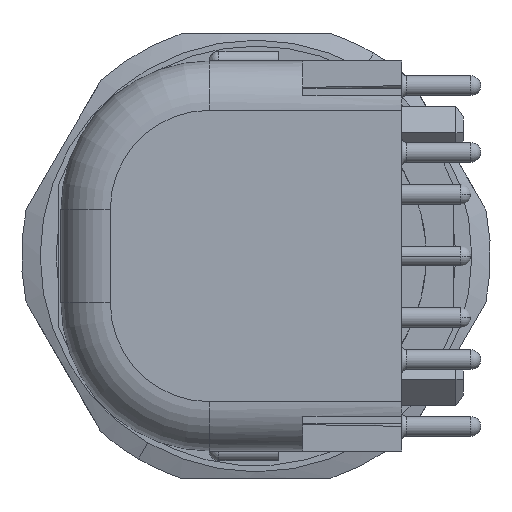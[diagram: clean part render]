
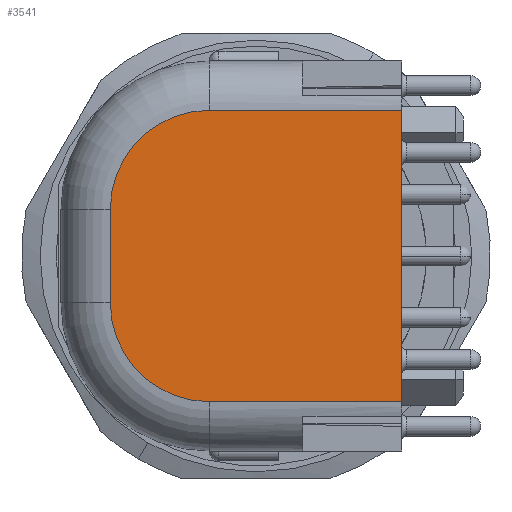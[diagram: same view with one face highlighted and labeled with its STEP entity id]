
A CAD part, left-side view. The second image highlights one B-rep face of the part: STEP entity #3541.
In plain terms, the highlighted planar face has unit normal (-1, 0, 0).
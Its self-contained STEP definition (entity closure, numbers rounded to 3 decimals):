
#271 = CARTESIAN_POINT ( 'NONE',  ( -31., 5.9, 1.9 ) ) ;
#1419 = LINE ( 'NONE', #14197, #4541 ) ;
#1585 = DIRECTION ( 'NONE',  ( 0., 0., -1. ) ) ;
#1589 = CARTESIAN_POINT ( 'NONE',  ( -31., 5.9, -1.9 ) ) ;
#1650 = CARTESIAN_POINT ( 'NONE',  ( -31., 5.9, 1.9 ) ) ;
#1665 = EDGE_LOOP ( 'NONE', ( #2599, #3158, #7144, #17397, #3952, #3246 ) ) ;
#2417 = LINE ( 'NONE', #271, #8462 ) ;
#2599 = ORIENTED_EDGE ( 'NONE', *, *, #13164, .T. ) ;
#2995 = AXIS2_PLACEMENT_3D ( 'NONE', #11509, #3114, #12924 ) ;
#3114 = DIRECTION ( 'NONE',  ( -1., 0., 0. ) ) ;
#3158 = ORIENTED_EDGE ( 'NONE', *, *, #14257, .T. ) ;
#3246 = ORIENTED_EDGE ( 'NONE', *, *, #8477, .T. ) ;
#3341 = VECTOR ( 'NONE', #10128, 1000. ) ;
#3541 = ADVANCED_FACE ( 'NONE', ( #6006 ), #16069, .T. ) ;
#3952 = ORIENTED_EDGE ( 'NONE', *, *, #16915, .T. ) ;
#4534 = VERTEX_POINT ( 'NONE', #9217 ) ;
#4541 = VECTOR ( 'NONE', #7068, 1000. ) ;
#4721 = VERTEX_POINT ( 'NONE', #5494 ) ;
#4755 = VECTOR ( 'NONE', #13445, 1000. ) ;
#4774 = CARTESIAN_POINT ( 'NONE',  ( -31., 1.9, 1.9 ) ) ;
#5191 = LINE ( 'NONE', #10578, #4755 ) ;
#5494 = CARTESIAN_POINT ( 'NONE',  ( -31., -5.9, 5.9 ) ) ;
#6006 = FACE_OUTER_BOUND ( 'NONE', #1665, .T. ) ;
#6304 = CARTESIAN_POINT ( 'NONE',  ( -31., 1.9, -1.9 ) ) ;
#6338 = CIRCLE ( 'NONE', #12600, 4. ) ;
#6372 = AXIS2_PLACEMENT_3D ( 'NONE', #4774, #17366, #9075 ) ;
#6978 = LINE ( 'NONE', #8728, #3341 ) ;
#7068 = DIRECTION ( 'NONE',  ( 0., 0., 1. ) ) ;
#7144 = ORIENTED_EDGE ( 'NONE', *, *, #14495, .T. ) ;
#7429 = VERTEX_POINT ( 'NONE', #1589 ) ;
#7745 = DIRECTION ( 'NONE',  ( 0., 0., 1. ) ) ;
#8462 = VECTOR ( 'NONE', #1585, 1000. ) ;
#8477 = EDGE_CURVE ( 'NONE', #7429, #9185, #6338, .T. ) ;
#8728 = CARTESIAN_POINT ( 'NONE',  ( -31., 1.9, -5.9 ) ) ;
#9075 = DIRECTION ( 'NONE',  ( 0., 0., 1. ) ) ;
#9185 = VERTEX_POINT ( 'NONE', #9836 ) ;
#9217 = CARTESIAN_POINT ( 'NONE',  ( -31., -5.9, -5.9 ) ) ;
#9836 = CARTESIAN_POINT ( 'NONE',  ( -31., 1.9, -5.9 ) ) ;
#10029 = EDGE_CURVE ( 'NONE', #13193, #14277, #11126, .T. ) ;
#10128 = DIRECTION ( 'NONE',  ( 0., -1., 0. ) ) ;
#10186 = CARTESIAN_POINT ( 'NONE',  ( -31., 1.9, 5.9 ) ) ;
#10578 = CARTESIAN_POINT ( 'NONE',  ( -31., -5.9, 5.9 ) ) ;
#11126 = CIRCLE ( 'NONE', #2995, 4. ) ;
#11509 = CARTESIAN_POINT ( 'NONE',  ( -31., 1.9, 1.9 ) ) ;
#12600 = AXIS2_PLACEMENT_3D ( 'NONE', #6304, #16192, #7745 ) ;
#12924 = DIRECTION ( 'NONE',  ( 0., 0., 1. ) ) ;
#13164 = EDGE_CURVE ( 'NONE', #9185, #4534, #6978, .T. ) ;
#13193 = VERTEX_POINT ( 'NONE', #10186 ) ;
#13445 = DIRECTION ( 'NONE',  ( 0., 1., 0. ) ) ;
#14197 = CARTESIAN_POINT ( 'NONE',  ( -31., -5.9, -5.9 ) ) ;
#14257 = EDGE_CURVE ( 'NONE', #4534, #4721, #1419, .T. ) ;
#14277 = VERTEX_POINT ( 'NONE', #1650 ) ;
#14495 = EDGE_CURVE ( 'NONE', #4721, #13193, #5191, .T. ) ;
#16069 = PLANE ( 'NONE',  #6372 ) ;
#16192 = DIRECTION ( 'NONE',  ( -1., 0., 0. ) ) ;
#16915 = EDGE_CURVE ( 'NONE', #14277, #7429, #2417, .T. ) ;
#17366 = DIRECTION ( 'NONE',  ( -1., 0., 0. ) ) ;
#17397 = ORIENTED_EDGE ( 'NONE', *, *, #10029, .T. ) ;
